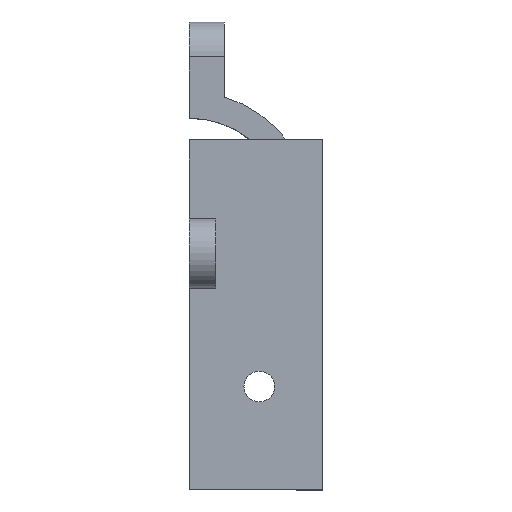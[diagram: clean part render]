
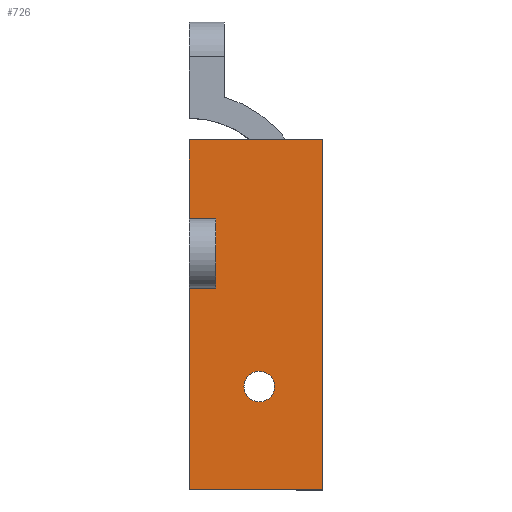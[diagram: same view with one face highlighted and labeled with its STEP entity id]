
A CAD part, top view. The second image highlights one B-rep face of the part: STEP entity #726.
In plain terms, the highlighted planar face has unit normal (0, 0, 1).
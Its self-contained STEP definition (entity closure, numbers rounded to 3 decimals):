
#22=FACE_BOUND('',#131,.T.);
#54=CIRCLE('',#794,1.75);
#88=FACE_OUTER_BOUND('',#130,.T.);
#130=EDGE_LOOP('',(#647,#648,#649,#650,#651,#652,#653,#654));
#131=EDGE_LOOP('',(#655));
#187=LINE('',#1136,#267);
#190=LINE('',#1144,#270);
#194=LINE('',#1156,#274);
#199=LINE('',#1164,#279);
#202=LINE('',#1172,#282);
#203=LINE('',#1174,#283);
#212=LINE('',#1196,#292);
#213=LINE('',#1198,#293);
#267=VECTOR('',#924,10.);
#270=VECTOR('',#929,10.);
#274=VECTOR('',#941,10.);
#279=VECTOR('',#948,10.);
#282=VECTOR('',#957,10.);
#283=VECTOR('',#960,10.);
#292=VECTOR('',#987,10.);
#293=VECTOR('',#990,10.);
#345=VERTEX_POINT('',#1133);
#346=VERTEX_POINT('',#1135);
#349=VERTEX_POINT('',#1141);
#350=VERTEX_POINT('',#1143);
#354=VERTEX_POINT('',#1155);
#356=VERTEX_POINT('',#1162);
#358=VERTEX_POINT('',#1170);
#360=VERTEX_POINT('',#1188);
#362=VERTEX_POINT('',#1194);
#431=EDGE_CURVE('',#346,#345,#187,.T.);
#435=EDGE_CURVE('',#350,#349,#190,.T.);
#441=EDGE_CURVE('',#354,#346,#194,.T.);
#446=EDGE_CURVE('',#356,#345,#199,.T.);
#450=EDGE_CURVE('',#349,#358,#202,.T.);
#451=EDGE_CURVE('',#358,#354,#203,.T.);
#458=EDGE_CURVE('',#360,#360,#54,.T.);
#462=EDGE_CURVE('',#356,#362,#212,.T.);
#463=EDGE_CURVE('',#350,#362,#213,.T.);
#647=ORIENTED_EDGE('',*,*,#435,.T.);
#648=ORIENTED_EDGE('',*,*,#450,.T.);
#649=ORIENTED_EDGE('',*,*,#451,.T.);
#650=ORIENTED_EDGE('',*,*,#441,.T.);
#651=ORIENTED_EDGE('',*,*,#431,.T.);
#652=ORIENTED_EDGE('',*,*,#446,.F.);
#653=ORIENTED_EDGE('',*,*,#462,.T.);
#654=ORIENTED_EDGE('',*,*,#463,.F.);
#655=ORIENTED_EDGE('',*,*,#458,.T.);
#691=PLANE('',#797);
#726=ADVANCED_FACE('',(#88,#22),#691,.T.);
#794=AXIS2_PLACEMENT_3D('',#1189,#979,#980);
#797=AXIS2_PLACEMENT_3D('',#1197,#988,#989);
#924=DIRECTION('',(0.,-1.,0.));
#929=DIRECTION('',(0.,-1.,0.));
#941=DIRECTION('',(-1.,0.,0.));
#948=DIRECTION('',(-1.,0.,0.));
#957=DIRECTION('',(1.,0.,0.));
#960=DIRECTION('',(0.,-1.,0.));
#979=DIRECTION('center_axis',(0.,0.,-1.));
#980=DIRECTION('ref_axis',(-1.,0.,0.));
#987=DIRECTION('',(0.,1.,0.));
#988=DIRECTION('center_axis',(0.,0.,1.));
#989=DIRECTION('ref_axis',(1.,0.,0.));
#990=DIRECTION('',(1.,0.,0.));
#1133=CARTESIAN_POINT('',(0.,-20.,15.95));
#1135=CARTESIAN_POINT('',(0.,3.,15.95));
#1136=CARTESIAN_POINT('',(0.,-8.625,15.95));
#1141=CARTESIAN_POINT('',(0.,11.,15.95));
#1143=CARTESIAN_POINT('',(0.,20.,15.95));
#1144=CARTESIAN_POINT('',(0.,-8.625,15.95));
#1155=CARTESIAN_POINT('',(3.,3.,15.95));
#1156=CARTESIAN_POINT('',(-7.625,3.,15.95));
#1162=CARTESIAN_POINT('',(15.25,-20.,15.95));
#1164=CARTESIAN_POINT('',(15.25,-20.,15.95));
#1170=CARTESIAN_POINT('',(3.,11.,15.95));
#1172=CARTESIAN_POINT('',(-7.625,11.,15.95));
#1174=CARTESIAN_POINT('',(3.,-6.5,15.95));
#1188=CARTESIAN_POINT('',(9.75,-8.2,15.95));
#1189=CARTESIAN_POINT('Origin',(8.,-8.2,15.95));
#1194=CARTESIAN_POINT('',(15.25,20.,15.95));
#1196=CARTESIAN_POINT('',(15.25,-20.,15.95));
#1197=CARTESIAN_POINT('Origin',(-15.25,-20.,15.95));
#1198=CARTESIAN_POINT('',(15.25,20.,15.95));
